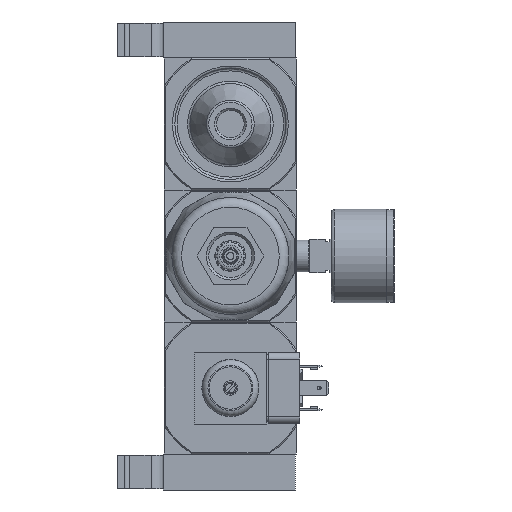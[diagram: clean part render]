
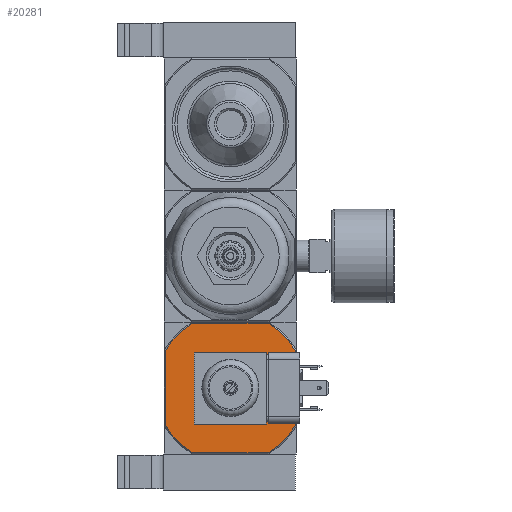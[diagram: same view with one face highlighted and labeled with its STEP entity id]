
A CAD part, front view. The second image highlights one B-rep face of the part: STEP entity #20281.
In plain terms, the highlighted planar face has unit normal (0, -1, 0).
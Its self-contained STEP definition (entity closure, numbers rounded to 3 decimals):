
#1811=CIRCLE('',#28277,6.579);
#1812=CIRCLE('',#28278,31.25);
#1813=CIRCLE('',#28279,31.25);
#1814=CIRCLE('',#28280,31.25);
#1815=CIRCLE('',#28281,31.25);
#6023=ORIENTED_EDGE('',*,*,#9733,.F.);
#6024=ORIENTED_EDGE('',*,*,#9734,.T.);
#6025=ORIENTED_EDGE('',*,*,#9735,.F.);
#6026=ORIENTED_EDGE('',*,*,#9729,.T.);
#6027=ORIENTED_EDGE('',*,*,#9736,.F.);
#6028=ORIENTED_EDGE('',*,*,#9737,.F.);
#6029=ORIENTED_EDGE('',*,*,#9738,.F.);
#6030=ORIENTED_EDGE('',*,*,#9739,.F.);
#6031=ORIENTED_EDGE('',*,*,#9740,.F.);
#9729=EDGE_CURVE('',#11962,#11963,#13448,.T.);
#9733=EDGE_CURVE('',#11966,#11966,#1811,.T.);
#9734=EDGE_CURVE('',#11967,#11968,#13450,.T.);
#9735=EDGE_CURVE('',#11962,#11968,#1812,.T.);
#9736=EDGE_CURVE('',#11969,#11963,#1813,.T.);
#9737=EDGE_CURVE('',#11970,#11969,#13451,.T.);
#9738=EDGE_CURVE('',#11971,#11970,#1814,.T.);
#9739=EDGE_CURVE('',#11972,#11971,#13452,.T.);
#9740=EDGE_CURVE('',#11967,#11972,#1815,.T.);
#11962=VERTEX_POINT('',#40363);
#11963=VERTEX_POINT('',#40364);
#11966=VERTEX_POINT('',#40378);
#11967=VERTEX_POINT('',#40380);
#11968=VERTEX_POINT('',#40381);
#11969=VERTEX_POINT('',#40384);
#11970=VERTEX_POINT('',#40386);
#11971=VERTEX_POINT('',#40388);
#11972=VERTEX_POINT('',#40390);
#13448=LINE('',#40362,#14928);
#13450=LINE('',#40379,#14930);
#13451=LINE('',#40385,#14931);
#13452=LINE('',#40389,#14932);
#14928=VECTOR('',#33112,1000.);
#14930=VECTOR('',#33118,1000.);
#14931=VECTOR('',#33123,1000.);
#14932=VECTOR('',#33126,1000.);
#16605=EDGE_LOOP('',(#6023));
#16606=EDGE_LOOP('',(#6024,#6025,#6026,#6027,#6028,#6029,#6030,#6031));
#18214=FACE_BOUND('',#16605,.T.);
#18215=FACE_BOUND('',#16606,.T.);
#19179=PLANE('',#28276);
#20281=ADVANCED_FACE('',(#18214,#18215),#19179,.F.);
#28276=AXIS2_PLACEMENT_3D('',#40376,#33114,#33115);
#28277=AXIS2_PLACEMENT_3D('',#40377,#33116,#33117);
#28278=AXIS2_PLACEMENT_3D('',#40382,#33119,#33120);
#28279=AXIS2_PLACEMENT_3D('',#40383,#33121,#33122);
#28280=AXIS2_PLACEMENT_3D('',#40387,#33124,#33125);
#28281=AXIS2_PLACEMENT_3D('',#40391,#33127,#33128);
#33112=DIRECTION('',(0.,0.,-1.));
#33114=DIRECTION('',(0.,1.,0.));
#33115=DIRECTION('',(0.,0.,1.));
#33116=DIRECTION('',(0.,-1.,0.));
#33117=DIRECTION('',(0.,0.,-1.));
#33118=DIRECTION('',(-1.,0.,0.));
#33119=DIRECTION('',(0.,1.,0.));
#33120=DIRECTION('',(-1.,0.,0.));
#33121=DIRECTION('',(0.,1.,0.));
#33122=DIRECTION('',(-1.,0.,0.));
#33123=DIRECTION('',(-1.,0.,0.));
#33124=DIRECTION('',(0.,1.,0.));
#33125=DIRECTION('',(-1.,0.,0.));
#33126=DIRECTION('',(0.,0.,-1.));
#33127=DIRECTION('',(0.,1.,0.));
#33128=DIRECTION('',(-1.,0.,0.));
#40362=CARTESIAN_POINT('',(-27.,-27.5,27.5));
#40363=CARTESIAN_POINT('',(-27.,-27.5,15.734));
#40364=CARTESIAN_POINT('',(-27.,-27.5,-15.734));
#40376=CARTESIAN_POINT('',(-27.,-27.5,27.5));
#40377=CARTESIAN_POINT('',(0.,-27.5,0.));
#40378=CARTESIAN_POINT('',(0.,-27.5,-6.579));
#40379=CARTESIAN_POINT('',(27.5,-27.5,27.));
#40380=CARTESIAN_POINT('',(15.734,-27.5,27.));
#40381=CARTESIAN_POINT('',(-15.734,-27.5,27.));
#40382=CARTESIAN_POINT('',(0.,-27.5,0.));
#40383=CARTESIAN_POINT('',(0.,-27.5,0.));
#40384=CARTESIAN_POINT('',(-15.734,-27.5,-27.));
#40385=CARTESIAN_POINT('',(27.5,-27.5,-27.));
#40386=CARTESIAN_POINT('',(15.734,-27.5,-27.));
#40387=CARTESIAN_POINT('',(0.,-27.5,0.));
#40388=CARTESIAN_POINT('',(27.,-27.5,-15.734));
#40389=CARTESIAN_POINT('',(27.,-27.5,27.5));
#40390=CARTESIAN_POINT('',(27.,-27.5,15.734));
#40391=CARTESIAN_POINT('',(0.,-27.5,0.));
